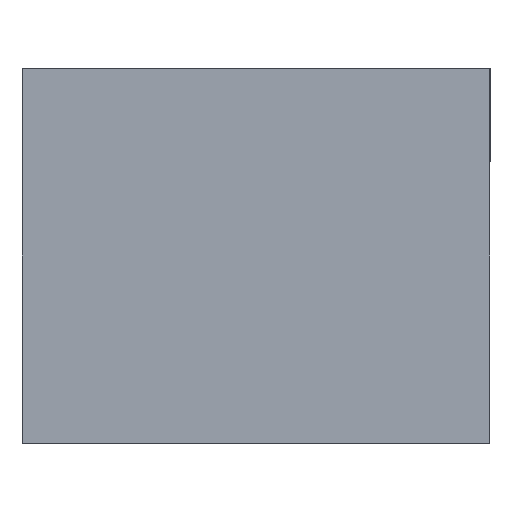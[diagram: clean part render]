
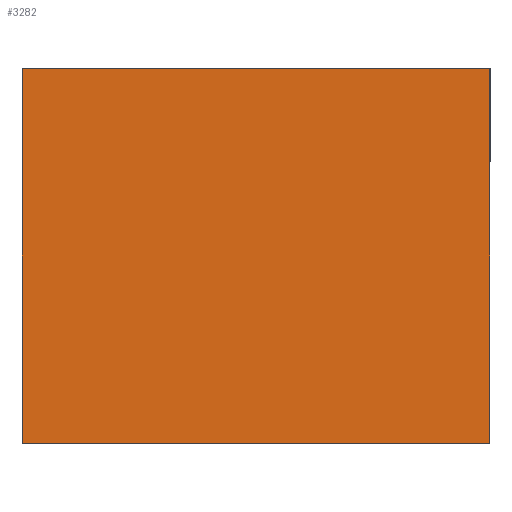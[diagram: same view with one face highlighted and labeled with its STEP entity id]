
A CAD part, front view. The second image highlights one B-rep face of the part: STEP entity #3282.
In plain terms, the highlighted planar face has unit normal (0, -1, 0).
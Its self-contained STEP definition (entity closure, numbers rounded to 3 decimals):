
#96 = CARTESIAN_POINT ( 'NONE',  ( -677.29, -516.289, -540.091 ) ) ;
#238 = ORIENTED_EDGE ( 'NONE', *, *, #3008, .T. ) ;
#342 = EDGE_LOOP ( 'NONE', ( #238, #2892, #4353, #4130 ) ) ;
#430 = VERTEX_POINT ( 'NONE', #4475 ) ;
#478 = VERTEX_POINT ( 'NONE', #5105 ) ;
#487 = FACE_OUTER_BOUND ( 'NONE', #342, .T. ) ;
#1047 = DIRECTION ( 'NONE',  ( 0., 0., -1. ) ) ;
#1477 = DIRECTION ( 'NONE',  ( -1., 0., 0. ) ) ;
#1534 = CARTESIAN_POINT ( 'NONE',  ( 822.71, -516.289, 659.909 ) ) ;
#1627 = DIRECTION ( 'NONE',  ( 1., 0., 0. ) ) ;
#1789 = VECTOR ( 'NONE', #1047, 1000. ) ;
#1974 = EDGE_CURVE ( 'NONE', #478, #5467, #5695, .T. ) ;
#2060 = EDGE_CURVE ( 'NONE', #430, #478, #3049, .T. ) ;
#2561 = CARTESIAN_POINT ( 'NONE',  ( -677.29, -516.289, -540.091 ) ) ;
#2761 = VECTOR ( 'NONE', #3388, 1000. ) ;
#2857 = DIRECTION ( 'NONE',  ( 0., -1., 0. ) ) ;
#2868 = LINE ( 'NONE', #3229, #1789 ) ;
#2892 = ORIENTED_EDGE ( 'NONE', *, *, #2060, .T. ) ;
#2912 = CARTESIAN_POINT ( 'NONE',  ( -677.29, -516.289, 659.909 ) ) ;
#3008 = EDGE_CURVE ( 'NONE', #3022, #430, #2868, .T. ) ;
#3022 = VERTEX_POINT ( 'NONE', #4298 ) ;
#3049 = LINE ( 'NONE', #2561, #3550 ) ;
#3229 = CARTESIAN_POINT ( 'NONE',  ( -677.29, -516.289, 659.909 ) ) ;
#3282 = ADVANCED_FACE ( 'NONE', ( #487 ), #5202, .T. ) ;
#3388 = DIRECTION ( 'NONE',  ( 0., 0., 1. ) ) ;
#3542 = AXIS2_PLACEMENT_3D ( 'NONE', #96, #2857, #5990 ) ;
#3550 = VECTOR ( 'NONE', #1627, 1000. ) ;
#3643 = VECTOR ( 'NONE', #1477, 1000. ) ;
#3796 = EDGE_CURVE ( 'NONE', #5467, #3022, #5227, .T. ) ;
#4130 = ORIENTED_EDGE ( 'NONE', *, *, #3796, .T. ) ;
#4298 = CARTESIAN_POINT ( 'NONE',  ( -677.29, -516.289, 659.909 ) ) ;
#4353 = ORIENTED_EDGE ( 'NONE', *, *, #1974, .T. ) ;
#4475 = CARTESIAN_POINT ( 'NONE',  ( -677.29, -516.289, -540.091 ) ) ;
#5105 = CARTESIAN_POINT ( 'NONE',  ( 822.71, -516.289, -540.091 ) ) ;
#5202 = PLANE ( 'NONE',  #3542 ) ;
#5227 = LINE ( 'NONE', #2912, #3643 ) ;
#5441 = CARTESIAN_POINT ( 'NONE',  ( 822.71, -516.289, 659.909 ) ) ;
#5467 = VERTEX_POINT ( 'NONE', #5441 ) ;
#5695 = LINE ( 'NONE', #1534, #2761 ) ;
#5990 = DIRECTION ( 'NONE',  ( 0., 0., -1. ) ) ;
